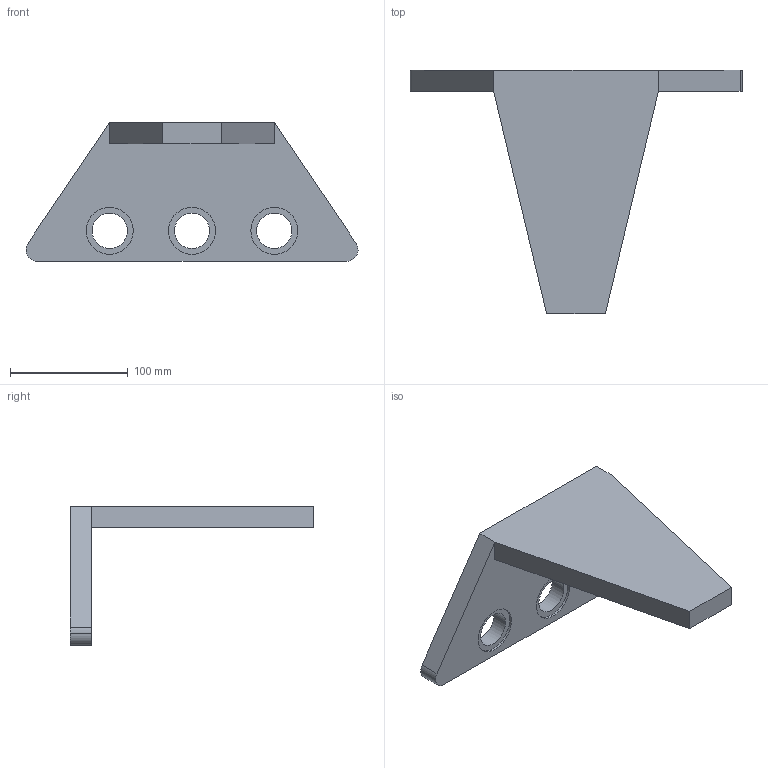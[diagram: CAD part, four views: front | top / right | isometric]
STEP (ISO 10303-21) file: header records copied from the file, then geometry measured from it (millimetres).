
FILE_DESCRIPTION (( 'STEP AP203' ), '1' );
FILE_NAME ('router hold_Default_sldprt.STEP', '2019-11-05T21:24:56', ( '' ), ( '' ), 'SwSTEP 2.0', 'SolidWorks 2017', '' );
FILE_SCHEMA (( 'CONFIG_CONTROL_DESIGN' ));
Length unit declared in the file: millimetre
Products named in the file (1): router hold_Default_sldprt
Bounding box: 282.25 x 207.4 x 118 mm (x, y, z)
Volume: 743496.1 mm3; surface area: 106672.5 mm2
Topology: 1 solids, 1 shells, 37 faces, 85 edges, 56 vertices
Faces by surface type: cylinder 21, plane 16
Entity records: 1154 total; most frequent: DIRECTION 203, CARTESIAN_POINT 179, ORIENTED_EDGE 170, EDGE_CURVE 85, AXIS2_PLACEMENT_3D 80, VERTEX_POINT 56, EDGE_LOOP 49, LINE 43
